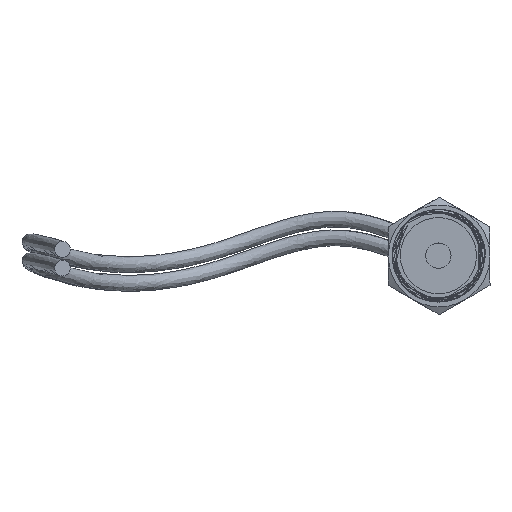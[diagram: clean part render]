
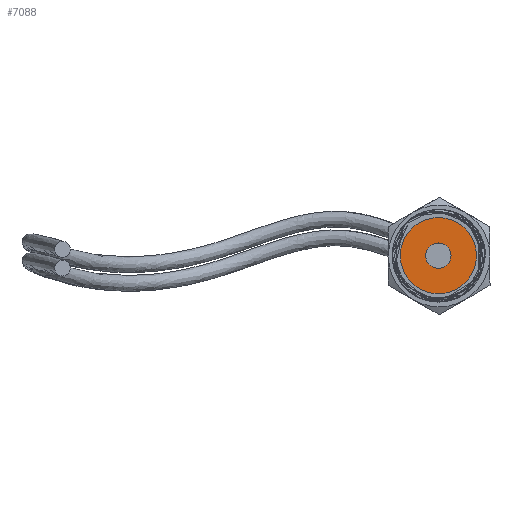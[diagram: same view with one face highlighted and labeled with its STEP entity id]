
A CAD part, top view. The second image highlights one B-rep face of the part: STEP entity #7088.
In plain terms, the highlighted planar face has unit normal (0, 0, 1).
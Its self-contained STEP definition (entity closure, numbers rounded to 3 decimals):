
#101 = ORIENTED_EDGE ( 'NONE', *, *, #826, .T. ) ;
#826 = EDGE_CURVE ( 'NONE', #9959, #12468, #2781, .T. ) ;
#1131 = DIRECTION ( 'NONE',  ( 0., 0., 1. ) ) ;
#1672 = CARTESIAN_POINT ( 'NONE',  ( 7.137, 0., 82.6 ) ) ;
#1875 = AXIS2_PLACEMENT_3D ( 'NONE', #10105, #1131, #12530 ) ;
#1965 = CARTESIAN_POINT ( 'NONE',  ( 2.375, 0., 82.6 ) ) ;
#2781 = CIRCLE ( 'NONE', #5948, 7.137 ) ;
#2842 = DIRECTION ( 'NONE',  ( 1., 0., 0. ) ) ;
#3100 = DIRECTION ( 'NONE',  ( 0., 0., 1. ) ) ;
#3548 = DIRECTION ( 'NONE',  ( 1., 0., 0. ) ) ;
#3689 = AXIS2_PLACEMENT_3D ( 'NONE', #7037, #7466, #2842 ) ;
#3837 = CARTESIAN_POINT ( 'NONE',  ( 0., 0., 82.6 ) ) ;
#3905 = FACE_OUTER_BOUND ( 'NONE', #11218, .T. ) ;
#4126 = FACE_BOUND ( 'NONE', #6175, .T. ) ;
#4128 = VERTEX_POINT ( 'NONE', #6805 ) ;
#4755 = DIRECTION ( 'NONE',  ( 0., 0., 1. ) ) ;
#5948 = AXIS2_PLACEMENT_3D ( 'NONE', #3837, #14290, #13162 ) ;
#6175 = EDGE_LOOP ( 'NONE', ( #12310, #10670 ) ) ;
#6475 = CIRCLE ( 'NONE', #1875, 2.375 ) ;
#6805 = CARTESIAN_POINT ( 'NONE',  ( -2.375, 0., 82.6 ) ) ;
#7037 = CARTESIAN_POINT ( 'NONE',  ( 0., 0., 82.6 ) ) ;
#7088 = ADVANCED_FACE ( 'NONE', ( #4126, #3905 ), #8607, .T. ) ;
#7466 = DIRECTION ( 'NONE',  ( 0., 0., 1. ) ) ;
#7569 = CARTESIAN_POINT ( 'NONE',  ( -7.137, 0., 82.6 ) ) ;
#7574 = CIRCLE ( 'NONE', #11460, 2.375 ) ;
#8607 = PLANE ( 'NONE',  #3689 ) ;
#8936 = EDGE_CURVE ( 'NONE', #4128, #13391, #7574, .T. ) ;
#9388 = CARTESIAN_POINT ( 'NONE',  ( 0., 0., 82.6 ) ) ;
#9525 = CIRCLE ( 'NONE', #10012, 7.137 ) ;
#9959 = VERTEX_POINT ( 'NONE', #7569 ) ;
#10003 = EDGE_CURVE ( 'NONE', #12468, #9959, #9525, .T. ) ;
#10012 = AXIS2_PLACEMENT_3D ( 'NONE', #9388, #4755, #3548 ) ;
#10075 = DIRECTION ( 'NONE',  ( 1., 0., 0. ) ) ;
#10105 = CARTESIAN_POINT ( 'NONE',  ( 0., 0., 82.6 ) ) ;
#10670 = ORIENTED_EDGE ( 'NONE', *, *, #12877, .F. ) ;
#11074 = CARTESIAN_POINT ( 'NONE',  ( 0., 0., 82.6 ) ) ;
#11218 = EDGE_LOOP ( 'NONE', ( #101, #13463 ) ) ;
#11460 = AXIS2_PLACEMENT_3D ( 'NONE', #11074, #3100, #10075 ) ;
#12310 = ORIENTED_EDGE ( 'NONE', *, *, #8936, .F. ) ;
#12468 = VERTEX_POINT ( 'NONE', #1672 ) ;
#12530 = DIRECTION ( 'NONE',  ( 1., 0., 0. ) ) ;
#12877 = EDGE_CURVE ( 'NONE', #13391, #4128, #6475, .T. ) ;
#13162 = DIRECTION ( 'NONE',  ( 1., 0., 0. ) ) ;
#13391 = VERTEX_POINT ( 'NONE', #1965 ) ;
#13463 = ORIENTED_EDGE ( 'NONE', *, *, #10003, .T. ) ;
#14290 = DIRECTION ( 'NONE',  ( 0., 0., 1. ) ) ;
